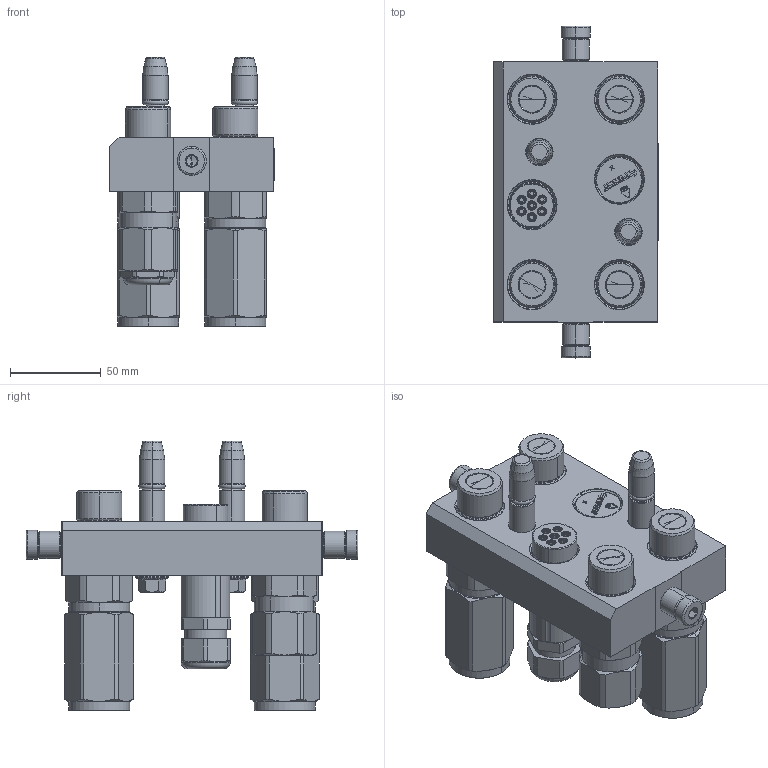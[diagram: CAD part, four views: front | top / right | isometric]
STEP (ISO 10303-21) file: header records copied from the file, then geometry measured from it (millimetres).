
FILE_DESCRIPTION (( 'STEP AP214' ), '1' );
FILE_NAME ('FASTER.step', '2023-10-02T17:41:50', ( '' ), ( '' ), 'SwSTEP 2.0', 'SolidWorks 2017', '' );
FILE_SCHEMA (( 'AUTOMOTIVE_DESIGN' ));
Length unit declared in the file: millimetre
Products named in the file (17): 4830_021_0000_000; 2ffnp12-18g_m; TAPPO_12; 4830_013_3000_030; or2_62x9_19_m; 2ffnp12gas_m2v; P608_M_BASE; 1540_080_0008_000; 4830_044_0000_000; 4830_028_1000_011; conn_7p_m; corspel08-7_m; 4850_010_0000_010; et002; 3ffnp12_gas_m; FASTER
Assembly tree (24 placements, depth 3):
  FASTER
    P608_M_BASE
      4850_010_0000_010
      4830_021_0000_000  x2
      4830_013_3000_030  x2
      4830_028_1000_011  x2
      1540_080_0008_000  x2
      or2_62x9_19_m  x2
    3ffnp12_gas_m  x2
      3ffnp12_gas_m
    conn_7p_m
      4830_044_0000_000  x3
      corspel08-7_m
    2ffnp12gas_m2v
    2ffnp12-18g_m
    TAPPO_12
    et002
Bounding box: 90.3 x 182.6 x 148.2 mm (x, y, z)
Volume: 84667.5 mm3; surface area: 172932.7 mm2
Topology: 10 solids, 63 shells, 3080 faces, 8418 edges, 5454 vertices
Faces by surface type: plane 1662, cylinder 609, cone 467, torus 186, bspline 150, sphere 6
Entity records: 103925 total; most frequent: CARTESIAN_POINT 27650, ORIENTED_EDGE 13555, DIRECTION 12885, EDGE_CURVE 7001, VERTEX_POINT 4547, LINE 4527, VECTOR 4527, AXIS2_PLACEMENT_3D 4179
